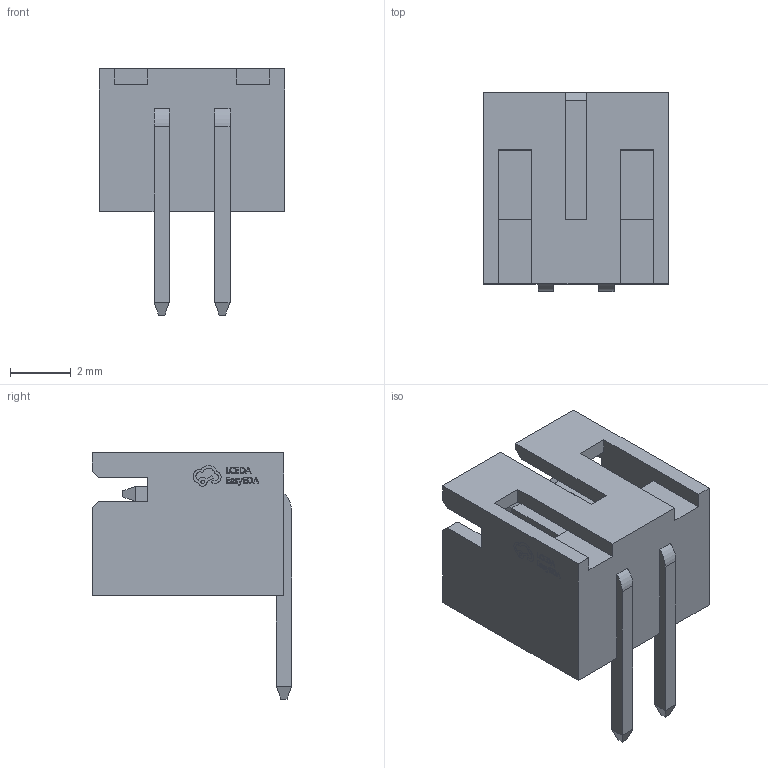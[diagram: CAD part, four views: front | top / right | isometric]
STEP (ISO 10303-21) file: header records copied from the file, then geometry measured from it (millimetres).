
FILE_DESCRIPTION (( 'STEP AP214' ), '1' );
FILE_NAME ('CONN-TH_2P-P2.00_GP01-2001WR-2P.step', '2022-07-29T15:52:20', ( '' ), ( '' ), 'SwSTEP 2.0', 'SolidWorks 2020', '' );
FILE_SCHEMA (( 'AUTOMOTIVE_DESIGN' ));
Length unit declared in the file: millimetre
Products named in the file (1): CONN-TH_2P-P2.00_GP01-2001WR-2P
Bounding box: 6.1 x 6.55 x 8.1 mm (x, y, z)
Volume: 97 mm3; surface area: 288.8 mm2
Topology: 14 solids, 14 shells, 367 faces, 980 edges, 646 vertices
Faces by surface type: plane 253, bspline 112, cylinder 2
Entity records: 16067 total; most frequent: CARTESIAN_POINT 4098, ORIENTED_EDGE 1960, DIRECTION 1268, EDGE_CURVE 980, VECTOR 748, LINE 748, VERTEX_POINT 646, EDGE_LOOP 388
